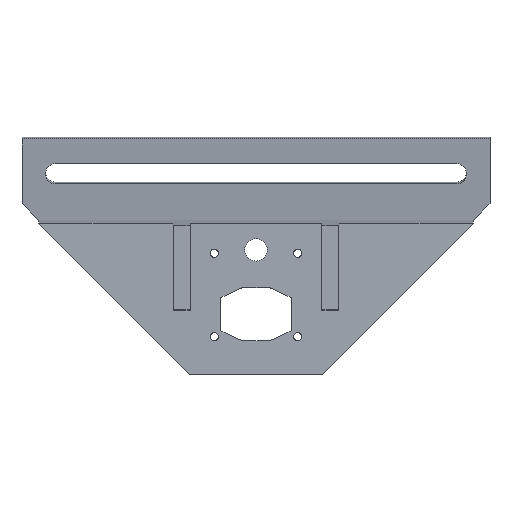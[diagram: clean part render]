
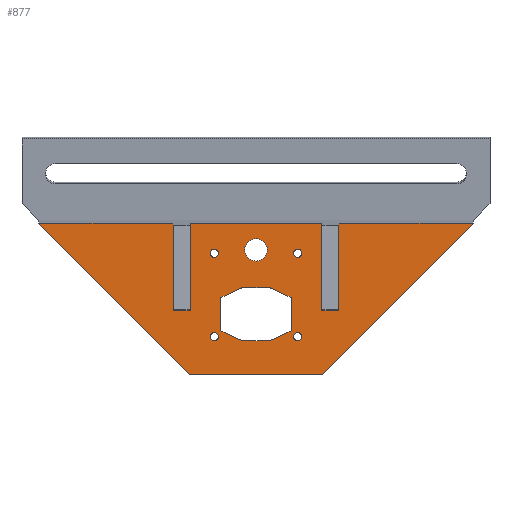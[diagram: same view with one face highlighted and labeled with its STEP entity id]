
A CAD part, top view. The second image highlights one B-rep face of the part: STEP entity #877.
In plain terms, the highlighted planar face has unit normal (0, 0, 1).
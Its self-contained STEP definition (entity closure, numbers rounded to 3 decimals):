
#27=FACE_BOUND('',#165,.T.);
#28=FACE_BOUND('',#166,.T.);
#29=FACE_BOUND('',#167,.T.);
#30=FACE_BOUND('',#168,.T.);
#31=FACE_BOUND('',#169,.T.);
#32=FACE_BOUND('',#170,.T.);
#60=PLANE('',#972);
#105=FACE_OUTER_BOUND('',#164,.T.);
#164=EDGE_LOOP('',(#754,#755,#756,#757,#758,#759,#760,#761,#762,#763,#764,
#765));
#165=EDGE_LOOP('',(#766));
#166=EDGE_LOOP('',(#767,#768,#769,#770,#771,#772,#773,#774));
#167=EDGE_LOOP('',(#775));
#168=EDGE_LOOP('',(#776));
#169=EDGE_LOOP('',(#777));
#170=EDGE_LOOP('',(#778));
#194=CIRCLE('',#939,3.35);
#203=CIRCLE('',#965,1.25);
#204=CIRCLE('',#967,1.25);
#205=CIRCLE('',#969,1.25);
#206=CIRCLE('',#971,1.25);
#210=LINE('',#1265,#300);
#216=LINE('',#1278,#306);
#226=LINE('',#1296,#316);
#242=LINE('',#1378,#332);
#251=LINE('',#1398,#341);
#253=LINE('',#1402,#343);
#256=LINE('',#1407,#346);
#257=LINE('',#1410,#347);
#260=LINE('',#1415,#350);
#263=LINE('',#1424,#353);
#265=LINE('',#1428,#355);
#267=LINE('',#1432,#357);
#269=LINE('',#1436,#359);
#271=LINE('',#1440,#361);
#273=LINE('',#1444,#363);
#275=LINE('',#1448,#365);
#277=LINE('',#1451,#367);
#286=LINE('',#1497,#376);
#287=LINE('',#1498,#377);
#288=LINE('',#1499,#378);
#300=VECTOR('',#994,10.);
#306=VECTOR('',#1002,10.);
#316=VECTOR('',#1016,10.);
#332=VECTOR('',#1062,10.);
#341=VECTOR('',#1077,10.);
#343=VECTOR('',#1081,10.);
#346=VECTOR('',#1086,10.);
#347=VECTOR('',#1089,10.);
#350=VECTOR('',#1094,10.);
#353=VECTOR('',#1103,10.);
#355=VECTOR('',#1107,10.);
#357=VECTOR('',#1111,10.);
#359=VECTOR('',#1115,10.);
#361=VECTOR('',#1119,10.);
#363=VECTOR('',#1123,10.);
#365=VECTOR('',#1127,10.);
#367=VECTOR('',#1131,10.);
#376=VECTOR('',#1190,10.);
#377=VECTOR('',#1191,10.);
#378=VECTOR('',#1192,10.);
#393=VERTEX_POINT('',#1263);
#394=VERTEX_POINT('',#1264);
#399=VERTEX_POINT('',#1276);
#400=VERTEX_POINT('',#1277);
#426=VERTEX_POINT('',#1371);
#429=VERTEX_POINT('',#1376);
#436=VERTEX_POINT('',#1395);
#437=VERTEX_POINT('',#1397);
#438=VERTEX_POINT('',#1401);
#439=VERTEX_POINT('',#1405);
#440=VERTEX_POINT('',#1409);
#441=VERTEX_POINT('',#1413);
#442=VERTEX_POINT('',#1417);
#443=VERTEX_POINT('',#1421);
#444=VERTEX_POINT('',#1423);
#445=VERTEX_POINT('',#1427);
#446=VERTEX_POINT('',#1431);
#447=VERTEX_POINT('',#1435);
#448=VERTEX_POINT('',#1439);
#449=VERTEX_POINT('',#1443);
#450=VERTEX_POINT('',#1447);
#459=VERTEX_POINT('',#1481);
#460=VERTEX_POINT('',#1485);
#461=VERTEX_POINT('',#1489);
#462=VERTEX_POINT('',#1493);
#472=EDGE_CURVE('',#393,#394,#210,.T.);
#478=EDGE_CURVE('',#399,#400,#216,.T.);
#488=EDGE_CURVE('',#394,#399,#226,.T.);
#515=EDGE_CURVE('',#426,#429,#242,.T.);
#524=EDGE_CURVE('',#437,#436,#251,.T.);
#526=EDGE_CURVE('',#429,#438,#253,.T.);
#529=EDGE_CURVE('',#438,#439,#256,.T.);
#530=EDGE_CURVE('',#440,#437,#257,.T.);
#533=EDGE_CURVE('',#441,#440,#260,.T.);
#534=EDGE_CURVE('',#442,#442,#194,.T.);
#537=EDGE_CURVE('',#444,#443,#263,.T.);
#539=EDGE_CURVE('',#445,#444,#265,.T.);
#541=EDGE_CURVE('',#446,#445,#267,.T.);
#543=EDGE_CURVE('',#447,#446,#269,.T.);
#545=EDGE_CURVE('',#448,#447,#271,.T.);
#547=EDGE_CURVE('',#449,#448,#273,.T.);
#549=EDGE_CURVE('',#450,#449,#275,.T.);
#551=EDGE_CURVE('',#443,#450,#277,.T.);
#564=EDGE_CURVE('',#459,#459,#203,.T.);
#566=EDGE_CURVE('',#460,#460,#204,.T.);
#568=EDGE_CURVE('',#461,#461,#205,.T.);
#570=EDGE_CURVE('',#462,#462,#206,.T.);
#572=EDGE_CURVE('',#400,#426,#286,.T.);
#573=EDGE_CURVE('',#439,#441,#287,.T.);
#574=EDGE_CURVE('',#436,#393,#288,.T.);
#754=ORIENTED_EDGE('',*,*,#472,.T.);
#755=ORIENTED_EDGE('',*,*,#488,.T.);
#756=ORIENTED_EDGE('',*,*,#478,.T.);
#757=ORIENTED_EDGE('',*,*,#572,.T.);
#758=ORIENTED_EDGE('',*,*,#515,.T.);
#759=ORIENTED_EDGE('',*,*,#526,.T.);
#760=ORIENTED_EDGE('',*,*,#529,.T.);
#761=ORIENTED_EDGE('',*,*,#573,.T.);
#762=ORIENTED_EDGE('',*,*,#533,.T.);
#763=ORIENTED_EDGE('',*,*,#530,.T.);
#764=ORIENTED_EDGE('',*,*,#524,.T.);
#765=ORIENTED_EDGE('',*,*,#574,.T.);
#766=ORIENTED_EDGE('',*,*,#534,.T.);
#767=ORIENTED_EDGE('',*,*,#545,.T.);
#768=ORIENTED_EDGE('',*,*,#543,.T.);
#769=ORIENTED_EDGE('',*,*,#541,.T.);
#770=ORIENTED_EDGE('',*,*,#539,.T.);
#771=ORIENTED_EDGE('',*,*,#537,.T.);
#772=ORIENTED_EDGE('',*,*,#551,.T.);
#773=ORIENTED_EDGE('',*,*,#549,.T.);
#774=ORIENTED_EDGE('',*,*,#547,.T.);
#775=ORIENTED_EDGE('',*,*,#564,.T.);
#776=ORIENTED_EDGE('',*,*,#566,.T.);
#777=ORIENTED_EDGE('',*,*,#568,.T.);
#778=ORIENTED_EDGE('',*,*,#570,.T.);
#877=ADVANCED_FACE('',(#105,#27,#28,#29,#30,#31,#32),#60,.T.);
#939=AXIS2_PLACEMENT_3D('',#1418,#1097,#1098);
#965=AXIS2_PLACEMENT_3D('',#1482,#1170,#1171);
#967=AXIS2_PLACEMENT_3D('',#1486,#1175,#1176);
#969=AXIS2_PLACEMENT_3D('',#1490,#1180,#1181);
#971=AXIS2_PLACEMENT_3D('',#1494,#1185,#1186);
#972=AXIS2_PLACEMENT_3D('',#1496,#1188,#1189);
#994=DIRECTION('',(0.704,-0.71,0.));
#1002=DIRECTION('',(0.704,0.71,0.));
#1016=DIRECTION('',(1.,0.,0.));
#1062=DIRECTION('',(0.,-1.,0.));
#1077=DIRECTION('',(0.,1.,0.));
#1081=DIRECTION('',(-1.,0.,0.));
#1086=DIRECTION('',(0.,1.,0.));
#1089=DIRECTION('',(-1.,0.,0.));
#1094=DIRECTION('',(0.,-1.,0.));
#1097=DIRECTION('center_axis',(0.,0.,-1.));
#1098=DIRECTION('ref_axis',(1.,0.,0.));
#1103=DIRECTION('',(0.908,-0.419,0.));
#1107=DIRECTION('',(1.,0.,0.));
#1111=DIRECTION('',(0.908,0.419,0.));
#1115=DIRECTION('',(0.,1.,0.));
#1119=DIRECTION('',(-0.908,0.419,0.));
#1123=DIRECTION('',(-1.,0.,0.));
#1127=DIRECTION('',(-0.908,-0.419,0.));
#1131=DIRECTION('',(0.,-1.,0.));
#1170=DIRECTION('center_axis',(0.,0.,-1.));
#1171=DIRECTION('ref_axis',(1.,0.,0.));
#1175=DIRECTION('center_axis',(0.,0.,-1.));
#1176=DIRECTION('ref_axis',(1.,0.,0.));
#1180=DIRECTION('center_axis',(0.,0.,-1.));
#1181=DIRECTION('ref_axis',(1.,0.,0.));
#1185=DIRECTION('center_axis',(0.,0.,-1.));
#1186=DIRECTION('ref_axis',(1.,0.,0.));
#1188=DIRECTION('center_axis',(0.,0.,1.));
#1189=DIRECTION('ref_axis',(0.,-1.,0.));
#1190=DIRECTION('',(-1.,0.,0.));
#1191=DIRECTION('',(-1.,0.,0.));
#1192=DIRECTION('',(-1.,0.,0.));
#1263=CARTESIAN_POINT('',(5.,27.312,10.446));
#1264=CARTESIAN_POINT('',(50.,-18.026,10.446));
#1265=CARTESIAN_POINT('',(19.459,12.745,10.446));
#1276=CARTESIAN_POINT('',(90.,-18.026,10.446));
#1277=CARTESIAN_POINT('',(135.,27.312,10.446));
#1278=CARTESIAN_POINT('',(110.616,2.745,10.446));
#1296=CARTESIAN_POINT('',(70.,-18.026,10.446));
#1371=CARTESIAN_POINT('',(94.7,27.312,10.446));
#1376=CARTESIAN_POINT('',(94.7,1.312,10.446));
#1378=CARTESIAN_POINT('',(94.7,26.906,10.446));
#1395=CARTESIAN_POINT('',(45.3,27.312,10.446));
#1397=CARTESIAN_POINT('',(45.3,1.312,10.446));
#1398=CARTESIAN_POINT('',(45.3,39.906,10.446));
#1401=CARTESIAN_POINT('',(89.7,1.312,10.446));
#1402=CARTESIAN_POINT('',(44.85,1.312,10.446));
#1405=CARTESIAN_POINT('',(89.7,27.312,10.446));
#1407=CARTESIAN_POINT('',(89.7,39.906,10.446));
#1409=CARTESIAN_POINT('',(50.3,1.312,10.446));
#1410=CARTESIAN_POINT('',(22.65,1.312,10.446));
#1413=CARTESIAN_POINT('',(50.3,27.312,10.446));
#1415=CARTESIAN_POINT('',(50.3,26.906,10.446));
#1417=CARTESIAN_POINT('',(66.65,19.312,10.446));
#1418=CARTESIAN_POINT('Origin',(70.,19.312,10.446));
#1421=CARTESIAN_POINT('',(80.5,5.062,10.446));
#1423=CARTESIAN_POINT('',(74.,8.062,10.446));
#1424=CARTESIAN_POINT('',(35.044,26.042,10.446));
#1427=CARTESIAN_POINT('',(66.,8.062,10.446));
#1428=CARTESIAN_POINT('',(33.,8.062,10.446));
#1431=CARTESIAN_POINT('',(59.5,5.062,10.446));
#1432=CARTESIAN_POINT('',(43.999,-2.092,10.446));
#1435=CARTESIAN_POINT('',(59.5,-4.938,10.446));
#1436=CARTESIAN_POINT('',(59.5,23.781,10.446));
#1439=CARTESIAN_POINT('',(66.,-7.938,10.446));
#1440=CARTESIAN_POINT('',(27.297,9.925,10.446));
#1443=CARTESIAN_POINT('',(74.,-7.938,10.446));
#1444=CARTESIAN_POINT('',(37.,-7.938,10.446));
#1447=CARTESIAN_POINT('',(80.5,-4.938,10.446));
#1448=CARTESIAN_POINT('',(58.245,-15.209,10.446));
#1451=CARTESIAN_POINT('',(80.5,28.781,10.446));
#1481=CARTESIAN_POINT('',(81.25,-6.688,10.446));
#1482=CARTESIAN_POINT('Origin',(82.5,-6.688,10.446));
#1485=CARTESIAN_POINT('',(81.25,18.312,10.446));
#1486=CARTESIAN_POINT('Origin',(82.5,18.312,10.446));
#1489=CARTESIAN_POINT('',(56.25,-6.688,10.446));
#1490=CARTESIAN_POINT('Origin',(57.5,-6.688,10.446));
#1493=CARTESIAN_POINT('',(56.25,18.312,10.446));
#1494=CARTESIAN_POINT('Origin',(57.5,18.312,10.446));
#1496=CARTESIAN_POINT('Origin',(0.,52.5,10.446));
#1497=CARTESIAN_POINT('',(0.,27.312,10.446));
#1498=CARTESIAN_POINT('',(0.,27.312,10.446));
#1499=CARTESIAN_POINT('',(0.,27.312,10.446));
